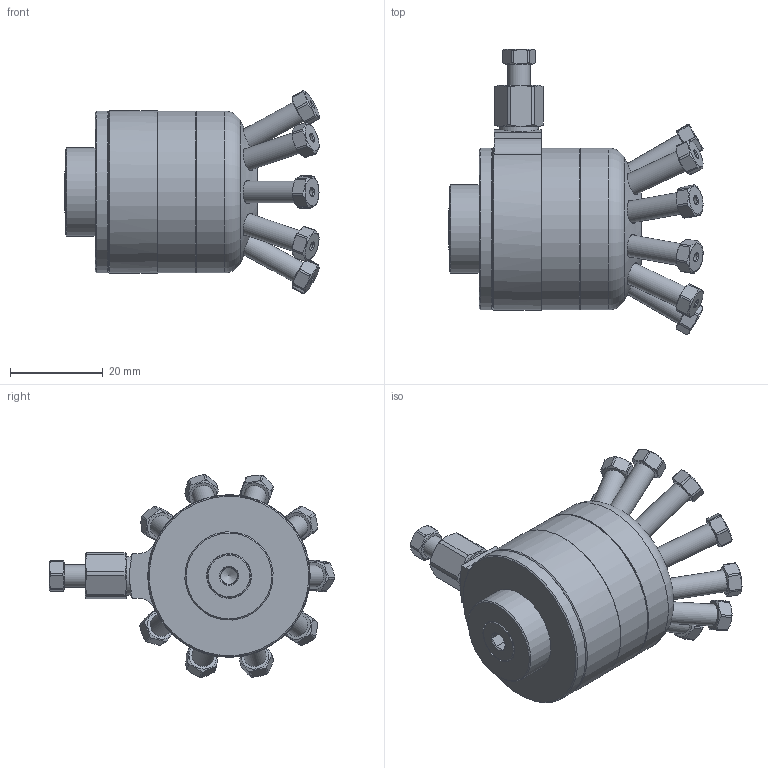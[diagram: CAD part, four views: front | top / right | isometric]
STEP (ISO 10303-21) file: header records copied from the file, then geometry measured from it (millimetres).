
FILE_DESCRIPTION((''),'2;1');
FILE_NAME('313427-DV22-2110 Mini diaphragm valve 10 port.stp','2013-08-14T10:19:51',('Franzp'),(''),'Autodesk Inventor 2013','Autodesk Inventor 2013','');
FILE_SCHEMA(('AUTOMOTIVE_DESIGN { 1 0 10303 214 1 1 1 1 }'));
Length unit declared in the file: millimetre
Products named in the file (1): 313427_Shrinkwrap_1
Bounding box: 54.81 x 61.66 x 43.85 mm (x, y, z)
Surface area: 11756.2 mm2 (no closed solid volume)
Topology: 0 solids, 28 shells, 302 faces, 947 edges, 698 vertices
Faces by surface type: plane 141, cylinder 114, cone 46, torus 1
Full cylindrical faces by diameter (mm): 1.71 x10, 1.727 x1, 4.7 x10, 4.826 x1, 5.08 x10, 8.382 x1, 8.64 x1, 19.05 x1, 34.925 x3, 35.05 x1
Entity records: 10673 total; most frequent: CARTESIAN_POINT 2900, DIRECTION 1419, ORIENTED_EDGE 1394, EDGE_CURVE 810, VERTEX_POINT 648, AXIS2_PLACEMENT_3D 587, EDGE_LOOP 453, FACE_OUTER_BOUND 302
